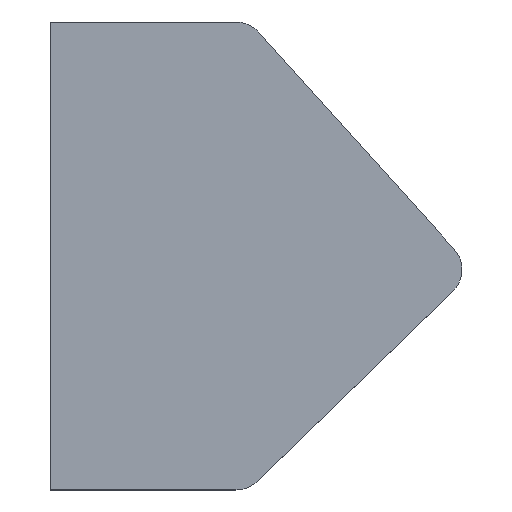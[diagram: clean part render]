
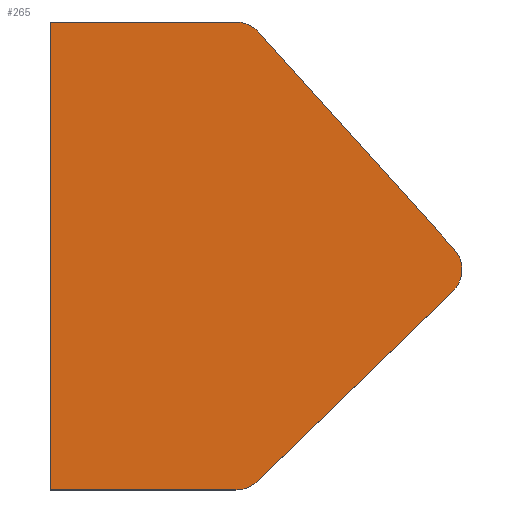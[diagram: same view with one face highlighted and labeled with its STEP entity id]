
A CAD part, top view. The second image highlights one B-rep face of the part: STEP entity #265.
In plain terms, the highlighted planar face has unit normal (0, 0, 1).
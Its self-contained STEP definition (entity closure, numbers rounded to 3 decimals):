
#27=PLANE('',#316);
#43=FACE_OUTER_BOUND('',#59,.T.);
#59=EDGE_LOOP('',(#239,#240,#241,#242,#243,#244,#245,#246));
#66=LINE('',#446,#87);
#69=LINE('',#452,#90);
#72=LINE('',#457,#93);
#76=LINE('',#466,#97);
#80=LINE('',#474,#101);
#87=VECTOR('',#367,10.);
#90=VECTOR('',#372,10.);
#93=VECTOR('',#377,10.);
#97=VECTOR('',#387,10.);
#101=VECTOR('',#397,10.);
#114=CIRCLE('',#305,2.649);
#115=CIRCLE('',#310,2.649);
#116=CIRCLE('',#313,2.649);
#129=VERTEX_POINT('',#437);
#130=VERTEX_POINT('',#439);
#132=VERTEX_POINT('',#445);
#134=VERTEX_POINT('',#451);
#135=VERTEX_POINT('',#456);
#136=VERTEX_POINT('',#460);
#137=VERTEX_POINT('',#465);
#138=VERTEX_POINT('',#469);
#155=EDGE_CURVE('',#130,#129,#114,.T.);
#158=EDGE_CURVE('',#132,#130,#66,.T.);
#161=EDGE_CURVE('',#134,#132,#69,.T.);
#164=EDGE_CURVE('',#135,#134,#72,.T.);
#166=EDGE_CURVE('',#136,#135,#115,.T.);
#169=EDGE_CURVE('',#137,#136,#76,.T.);
#171=EDGE_CURVE('',#138,#137,#116,.T.);
#174=EDGE_CURVE('',#129,#138,#80,.T.);
#239=ORIENTED_EDGE('',*,*,#174,.T.);
#240=ORIENTED_EDGE('',*,*,#171,.T.);
#241=ORIENTED_EDGE('',*,*,#169,.T.);
#242=ORIENTED_EDGE('',*,*,#166,.T.);
#243=ORIENTED_EDGE('',*,*,#164,.T.);
#244=ORIENTED_EDGE('',*,*,#161,.T.);
#245=ORIENTED_EDGE('',*,*,#158,.T.);
#246=ORIENTED_EDGE('',*,*,#155,.T.);
#265=ADVANCED_FACE('',(#43),#27,.T.);
#305=AXIS2_PLACEMENT_3D('',#440,#361,#362);
#310=AXIS2_PLACEMENT_3D('',#461,#381,#382);
#313=AXIS2_PLACEMENT_3D('',#470,#391,#392);
#316=AXIS2_PLACEMENT_3D('',#476,#400,#401);
#361=DIRECTION('center_axis',(0.,0.,1.));
#362=DIRECTION('ref_axis',(-1.,0.,0.));
#367=DIRECTION('',(1.,0.,0.));
#372=DIRECTION('',(0.,-1.,0.));
#377=DIRECTION('',(-1.,0.,0.));
#381=DIRECTION('center_axis',(0.,0.,1.));
#382=DIRECTION('ref_axis',(-1.,0.,0.));
#387=DIRECTION('',(-0.669,0.743,0.));
#391=DIRECTION('center_axis',(0.,0.,1.));
#392=DIRECTION('ref_axis',(-1.,0.,0.));
#397=DIRECTION('',(0.718,0.696,0.));
#400=DIRECTION('center_axis',(0.,0.,1.));
#401=DIRECTION('ref_axis',(1.,0.,0.));
#437=CARTESIAN_POINT('',(29.725,6.099,-27.));
#439=CARTESIAN_POINT('',(27.88,5.351,-27.));
#440=CARTESIAN_POINT('Origin',(27.88,8.,-27.));
#445=CARTESIAN_POINT('',(11.88,5.351,-27.));
#446=CARTESIAN_POINT('',(27.88,5.351,-27.));
#451=CARTESIAN_POINT('',(11.88,45.649,-27.));
#452=CARTESIAN_POINT('',(11.88,5.351,-27.));
#456=CARTESIAN_POINT('',(27.88,45.649,-27.));
#457=CARTESIAN_POINT('',(11.88,45.649,-27.));
#460=CARTESIAN_POINT('',(29.848,44.773,-27.));
#461=CARTESIAN_POINT('Origin',(27.88,43.,-27.));
#465=CARTESIAN_POINT('',(46.668,26.097,-27.));
#466=CARTESIAN_POINT('',(29.848,44.773,-27.));
#469=CARTESIAN_POINT('',(46.545,22.424,-27.));
#470=CARTESIAN_POINT('Origin',(44.7,24.325,-27.));
#474=CARTESIAN_POINT('',(46.545,22.424,-27.));
#476=CARTESIAN_POINT('Origin',(25.222,25.382,-27.));
